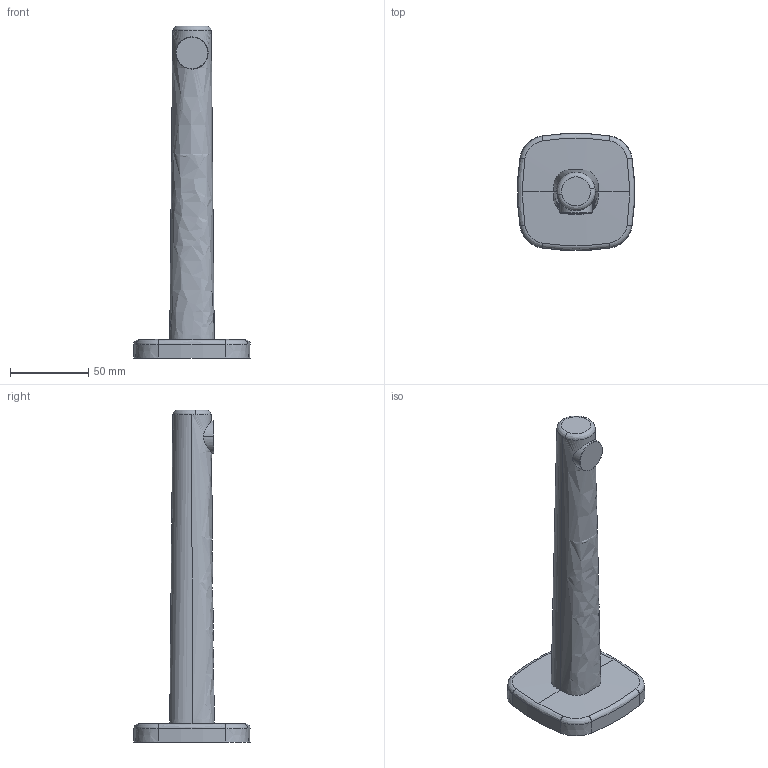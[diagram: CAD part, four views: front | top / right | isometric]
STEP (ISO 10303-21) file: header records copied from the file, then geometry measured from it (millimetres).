
FILE_DESCRIPTION (( 'STEP AP203' ), '1' );
FILE_NAME ('211030(2017)+51162180.STEP', '2018-05-24T04:26:59', ( '' ), ( '' ), 'SwSTEP 2.0', 'SolidWorks 2016', '' );
FILE_SCHEMA (( 'CONFIG_CONTROL_DESIGN' ));
Length unit declared in the file: millimetre
Products named in the file (1): 211030(2017)+51162180
Bounding box: 74.62 x 74.62 x 211.92 mm (x, y, z)
Volume: 177211.7 mm3; surface area: 29887.5 mm2
Topology: 1 solids, 1 shells, 29 faces, 68 edges, 42 vertices
Faces by surface type: bspline 12, cone 8, plane 3, torus 2, cylinder 2, sphere 2
Entity records: 3274 total; most frequent: CARTESIAN_POINT 2619, ORIENTED_EDGE 136, DIRECTION 98, EDGE_CURVE 68, AXIS2_PLACEMENT_3D 44, VERTEX_POINT 42, B_SPLINE_CURVE_WITH_KNOTS 32, EDGE_LOOP 30
